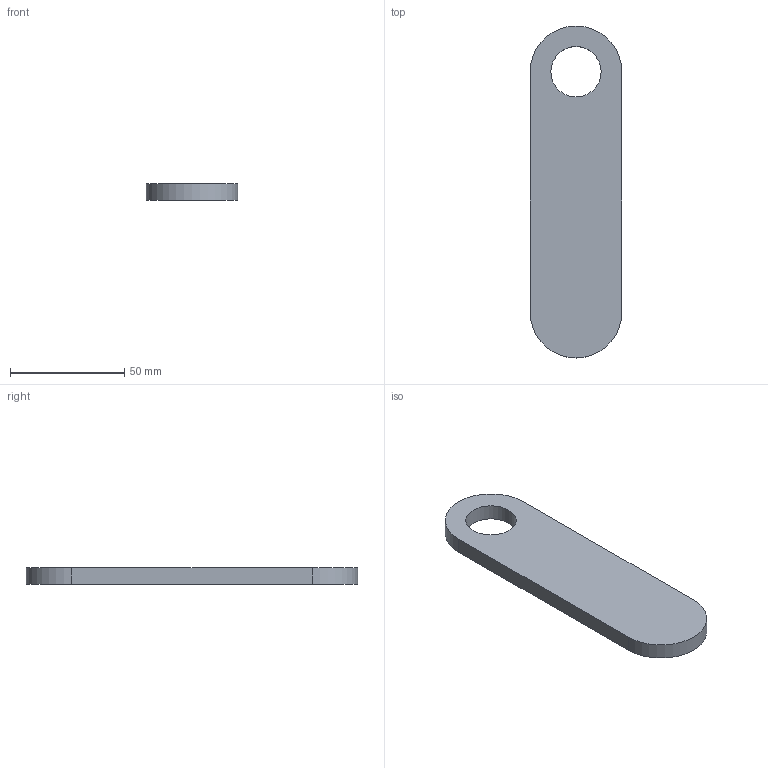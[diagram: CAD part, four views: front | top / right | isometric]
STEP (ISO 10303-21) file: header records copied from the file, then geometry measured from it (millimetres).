
FILE_DESCRIPTION(/* description */ (''),/* implementation_level */ '2;1');
FILE_NAME(/* name */ 'DBP-3-pendulum2.stp',/* time_stamp */ '2021-07-27T13:51:38+01:00',/* author */ ('hobly'),/* organization */ (''),/* preprocessor_version */ 'ST-DEVELOPER v18',/* originating_system */ 'Autodesk Inventor 2020',/* authorisation */ '');
FILE_SCHEMA (('AUTOMOTIVE_DESIGN { 1 0 10303 214 3 1 1 }'));
Length unit declared in the file: millimetre
Products named in the file (1): DBP-3-pendulum2
Bounding box: 40 x 145 x 7 mm (x, y, z)
Volume: 23618.7 mm3; surface area: 14277.2 mm2
Topology: 1 solids, 1 shells, 12 faces, 27 edges, 18 vertices
Faces by surface type: plane 7, cylinder 5
Full cylindrical faces by diameter (mm): 22 x1
Entity records: 386 total; most frequent: DIRECTION 63, CARTESIAN_POINT 58, ORIENTED_EDGE 54, EDGE_CURVE 27, AXIS2_PLACEMENT_3D 23, VERTEX_POINT 18, LINE 17, VECTOR 17
